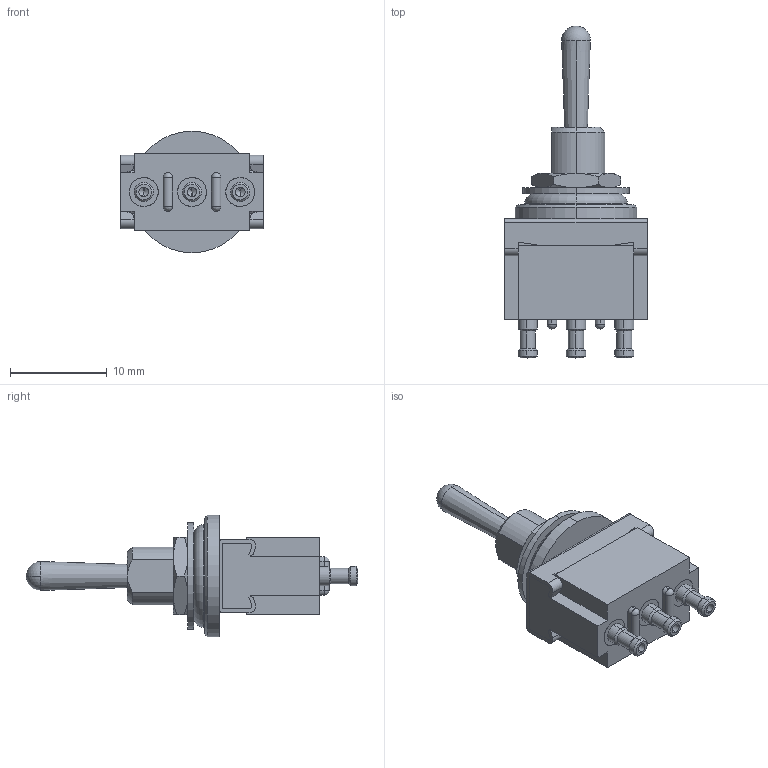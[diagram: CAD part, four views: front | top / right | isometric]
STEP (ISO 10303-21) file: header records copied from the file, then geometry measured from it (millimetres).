
FILE_DESCRIPTION (( 'STEP AP203' ), '1' );
FILE_NAME ('FWE01.STEP', '2020-03-12T05:06:46', ( '' ), ( '' ), 'SwSTEP 2.0', 'SolidWorks 2018', '' );
FILE_SCHEMA (( 'CONFIG_CONTROL_DESIGN' ));
Length unit declared in the file: millimetre
Products named in the file (9): 9803 0344 20(L儚僢僔儍乕)model; 6061 0076 20(パッキン Fシリーズ); 僼儗乕儉扨嬌 (F僔儕乕僘); ケース単極 (Fシリーズ); 上組 スリーブ組 防水トグル (Fシリーズ); 壓慻 扨嬌 1抂巕 (F僔儕乕僘); 9801 0342 20(ナット)model; FWE01; 端子 1 (Fシリーズ)
Assembly tree (10 placements, depth 3):
  FWE01
    上組 スリーブ組 防水トグル (Fシリーズ)
    9803 0344 20(L儚僢僔儍乕)model
    9801 0342 20(ナット)model
    壓慻 扨嬌 1抂巕 (F僔儕乕僘)
      ケース単極 (Fシリーズ)
      端子 1 (Fシリーズ)  x3
      僼儗乕儉扨嬌 (F僔儕乕僘)
    6061 0076 20(パッキン Fシリーズ)
Bounding box: 14.8 x 34.4 x 12.6 mm (x, y, z)
Volume: 1704.7 mm3; surface area: 2308.9 mm2
Topology: 9 solids, 11 shells, 278 faces, 676 edges, 420 vertices
Faces by surface type: plane 112, cylinder 101, cone 45, torus 12, sphere 8
Entity records: 8049 total; most frequent: CARTESIAN_POINT 1342, DIRECTION 1258, ORIENTED_EDGE 1154, EDGE_CURVE 577, AXIS2_PLACEMENT_3D 463, VERTEX_POINT 367, LINE 332, VECTOR 332
